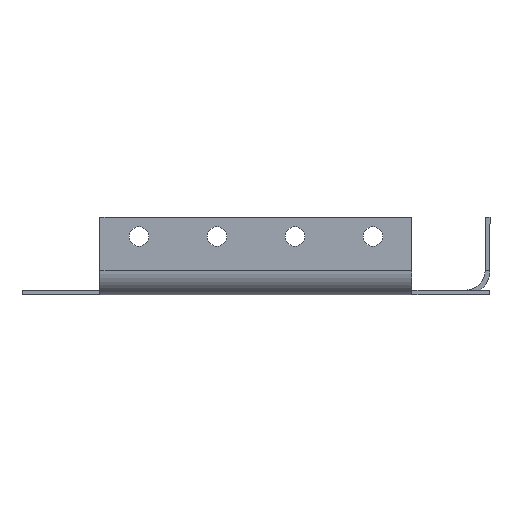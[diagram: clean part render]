
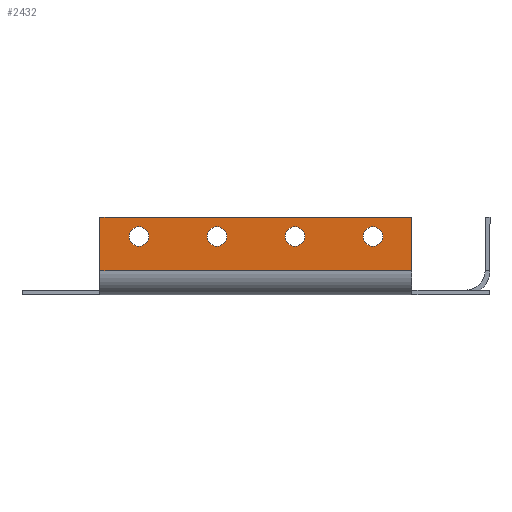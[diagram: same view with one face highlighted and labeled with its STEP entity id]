
A CAD part, left-side view. The second image highlights one B-rep face of the part: STEP entity #2432.
In plain terms, the highlighted planar face has unit normal (-1, 0, 0).
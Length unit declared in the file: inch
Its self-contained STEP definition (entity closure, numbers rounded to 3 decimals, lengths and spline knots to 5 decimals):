
#13 = CARTESIAN_POINT ( 'NONE',  ( -0.001, 3.20401, 0.75 ) ) ;
#14 = DIRECTION ( 'NONE',  ( -1., 0., 0. ) ) ;
#39 = AXIS2_PLACEMENT_3D ( 'NONE', #134, #1254, #1642 ) ;
#134 = CARTESIAN_POINT ( 'NONE',  ( -0.001, 1.20401, 0.75 ) ) ;
#156 = CARTESIAN_POINT ( 'NONE',  ( -0.001, -0.29599, 0.3125 ) ) ;
#192 = EDGE_CURVE ( 'NONE', #365, #1466, #2568, .T. ) ;
#228 = DIRECTION ( 'NONE',  ( -1., 0., 0. ) ) ;
#235 = VERTEX_POINT ( 'NONE', #1400 ) ;
#245 = DIRECTION ( 'NONE',  ( 0., 0., 1. ) ) ;
#267 = CIRCLE ( 'NONE', #1991, 0.125 ) ;
#282 = CARTESIAN_POINT ( 'NONE',  ( -0.001, -0.29599, 1. ) ) ;
#298 = CIRCLE ( 'NONE', #1617, 0.125 ) ;
#302 = ORIENTED_EDGE ( 'NONE', *, *, #1307, .F. ) ;
#365 = VERTEX_POINT ( 'NONE', #2340 ) ;
#391 = DIRECTION ( 'NONE',  ( 0., 0., 1. ) ) ;
#420 = EDGE_CURVE ( 'NONE', #2604, #1216, #298, .T. ) ;
#453 = FACE_BOUND ( 'NONE', #2570, .T. ) ;
#518 = DIRECTION ( 'NONE',  ( -1., 0., 0. ) ) ;
#543 = CARTESIAN_POINT ( 'NONE',  ( -0.001, 3.70401, 1. ) ) ;
#544 = ORIENTED_EDGE ( 'NONE', *, *, #809, .T. ) ;
#549 = CARTESIAN_POINT ( 'NONE',  ( -0.001, 2.20401, 0.75 ) ) ;
#592 = VERTEX_POINT ( 'NONE', #2409 ) ;
#603 = ORIENTED_EDGE ( 'NONE', *, *, #2511, .F. ) ;
#611 = DIRECTION ( 'NONE',  ( 0., 0., -1. ) ) ;
#619 = DIRECTION ( 'NONE',  ( 0., -1., 0. ) ) ;
#642 = LINE ( 'NONE', #543, #1142 ) ;
#643 = AXIS2_PLACEMENT_3D ( 'NONE', #1244, #1442, #391 ) ;
#648 = CARTESIAN_POINT ( 'NONE',  ( -0.001, 3.20401, 0.75 ) ) ;
#722 = DIRECTION ( 'NONE',  ( 0., -1., 0. ) ) ;
#744 = EDGE_LOOP ( 'NONE', ( #2548, #544, #302, #2209 ) ) ;
#809 = EDGE_CURVE ( 'NONE', #1038, #1689, #1180, .T. ) ;
#821 = CARTESIAN_POINT ( 'NONE',  ( -0.001, -0.29599, 0.0625 ) ) ;
#897 = AXIS2_PLACEMENT_3D ( 'NONE', #988, #1420, #1840 ) ;
#927 = AXIS2_PLACEMENT_3D ( 'NONE', #1954, #228, #2596 ) ;
#932 = EDGE_CURVE ( 'NONE', #1466, #365, #1515, .T. ) ;
#946 = AXIS2_PLACEMENT_3D ( 'NONE', #2218, #518, #2245 ) ;
#974 = VECTOR ( 'NONE', #722, 39.37008 ) ;
#975 = CARTESIAN_POINT ( 'NONE',  ( -0.001, 3.70401, 1. ) ) ;
#988 = CARTESIAN_POINT ( 'NONE',  ( -0.001, 0.20401, 0.75 ) ) ;
#1038 = VERTEX_POINT ( 'NONE', #1867 ) ;
#1041 = ORIENTED_EDGE ( 'NONE', *, *, #1046, .F. ) ;
#1046 = EDGE_CURVE ( 'NONE', #1521, #235, #1821, .T. ) ;
#1055 = CARTESIAN_POINT ( 'NONE',  ( -0.001, -0.29599, 1. ) ) ;
#1073 = ORIENTED_EDGE ( 'NONE', *, *, #420, .F. ) ;
#1110 = CIRCLE ( 'NONE', #1975, 0.125 ) ;
#1113 = VECTOR ( 'NONE', #619, 39.37008 ) ;
#1130 = CARTESIAN_POINT ( 'NONE',  ( -0.001, 3.20401, 0.875 ) ) ;
#1131 = VERTEX_POINT ( 'NONE', #975 ) ;
#1142 = VECTOR ( 'NONE', #2054, 39.37008 ) ;
#1146 = LINE ( 'NONE', #821, #1215 ) ;
#1148 = ORIENTED_EDGE ( 'NONE', *, *, #1729, .F. ) ;
#1180 = LINE ( 'NONE', #1904, #1113 ) ;
#1204 = CARTESIAN_POINT ( 'NONE',  ( -0.001, 2.20401, 0.75 ) ) ;
#1215 = VECTOR ( 'NONE', #611, 39.37008 ) ;
#1216 = VERTEX_POINT ( 'NONE', #1468 ) ;
#1243 = FACE_BOUND ( 'NONE', #1483, .T. ) ;
#1244 = CARTESIAN_POINT ( 'NONE',  ( -0.001, 0., 0. ) ) ;
#1247 = DIRECTION ( 'NONE',  ( -1., 0., 0. ) ) ;
#1254 = DIRECTION ( 'NONE',  ( -1., 0., 0. ) ) ;
#1307 = EDGE_CURVE ( 'NONE', #1799, #1689, #1146, .T. ) ;
#1318 = ORIENTED_EDGE ( 'NONE', *, *, #932, .F. ) ;
#1334 = EDGE_CURVE ( 'NONE', #1216, #2604, #267, .T. ) ;
#1400 = CARTESIAN_POINT ( 'NONE',  ( -0.001, 2.20401, 0.875 ) ) ;
#1419 = EDGE_LOOP ( 'NONE', ( #2106, #1073 ) ) ;
#1420 = DIRECTION ( 'NONE',  ( -1., 0., 0. ) ) ;
#1442 = DIRECTION ( 'NONE',  ( -1., 0., 0. ) ) ;
#1466 = VERTEX_POINT ( 'NONE', #1551 ) ;
#1468 = CARTESIAN_POINT ( 'NONE',  ( -0.001, 3.20401, 0.625 ) ) ;
#1471 = FACE_BOUND ( 'NONE', #1419, .T. ) ;
#1483 = EDGE_LOOP ( 'NONE', ( #1318, #1489 ) ) ;
#1489 = ORIENTED_EDGE ( 'NONE', *, *, #192, .F. ) ;
#1515 = CIRCLE ( 'NONE', #946, 0.125 ) ;
#1521 = VERTEX_POINT ( 'NONE', #2700 ) ;
#1551 = CARTESIAN_POINT ( 'NONE',  ( -0.001, 0.20401, 0.625 ) ) ;
#1612 = EDGE_CURVE ( 'NONE', #1038, #1131, #642, .T. ) ;
#1617 = AXIS2_PLACEMENT_3D ( 'NONE', #13, #1714, #2144 ) ;
#1642 = DIRECTION ( 'NONE',  ( 0., 0., 1. ) ) ;
#1656 = CARTESIAN_POINT ( 'NONE',  ( -0.001, 1.20401, 0.875 ) ) ;
#1659 = ORIENTED_EDGE ( 'NONE', *, *, #2342, .F. ) ;
#1663 = AXIS2_PLACEMENT_3D ( 'NONE', #549, #2517, #2724 ) ;
#1689 = VERTEX_POINT ( 'NONE', #156 ) ;
#1714 = DIRECTION ( 'NONE',  ( -1., 0., 0. ) ) ;
#1729 = EDGE_CURVE ( 'NONE', #235, #1521, #1110, .T. ) ;
#1730 = VERTEX_POINT ( 'NONE', #1656 ) ;
#1799 = VERTEX_POINT ( 'NONE', #1055 ) ;
#1821 = CIRCLE ( 'NONE', #1663, 0.125 ) ;
#1840 = DIRECTION ( 'NONE',  ( 0., 0., 1. ) ) ;
#1867 = CARTESIAN_POINT ( 'NONE',  ( -0.001, 3.70401, 0.3125 ) ) ;
#1904 = CARTESIAN_POINT ( 'NONE',  ( -0.001, 0., 0.3125 ) ) ;
#1914 = FACE_OUTER_BOUND ( 'NONE', #744, .T. ) ;
#1954 = CARTESIAN_POINT ( 'NONE',  ( -0.001, 1.20401, 0.75 ) ) ;
#1975 = AXIS2_PLACEMENT_3D ( 'NONE', #1204, #1247, #2103 ) ;
#1981 = FACE_BOUND ( 'NONE', #2576, .T. ) ;
#1991 = AXIS2_PLACEMENT_3D ( 'NONE', #648, #14, #245 ) ;
#2054 = DIRECTION ( 'NONE',  ( 0., 0., 1. ) ) ;
#2103 = DIRECTION ( 'NONE',  ( 0., 0., 1. ) ) ;
#2106 = ORIENTED_EDGE ( 'NONE', *, *, #1334, .F. ) ;
#2126 = EDGE_CURVE ( 'NONE', #1131, #1799, #2393, .T. ) ;
#2144 = DIRECTION ( 'NONE',  ( 0., 0., 1. ) ) ;
#2209 = ORIENTED_EDGE ( 'NONE', *, *, #2126, .F. ) ;
#2218 = CARTESIAN_POINT ( 'NONE',  ( -0.001, 0.20401, 0.75 ) ) ;
#2245 = DIRECTION ( 'NONE',  ( 0., 0., 1. ) ) ;
#2251 = CIRCLE ( 'NONE', #927, 0.125 ) ;
#2311 = PLANE ( 'NONE',  #643 ) ;
#2340 = CARTESIAN_POINT ( 'NONE',  ( -0.001, 0.20401, 0.875 ) ) ;
#2342 = EDGE_CURVE ( 'NONE', #592, #1730, #2621, .T. ) ;
#2393 = LINE ( 'NONE', #282, #974 ) ;
#2409 = CARTESIAN_POINT ( 'NONE',  ( -0.001, 1.20401, 0.625 ) ) ;
#2432 = ADVANCED_FACE ( 'NONE', ( #1243, #453, #1981, #1471, #1914 ), #2311, .T. ) ;
#2511 = EDGE_CURVE ( 'NONE', #1730, #592, #2251, .T. ) ;
#2517 = DIRECTION ( 'NONE',  ( -1., 0., 0. ) ) ;
#2548 = ORIENTED_EDGE ( 'NONE', *, *, #1612, .F. ) ;
#2568 = CIRCLE ( 'NONE', #897, 0.125 ) ;
#2570 = EDGE_LOOP ( 'NONE', ( #1659, #603 ) ) ;
#2576 = EDGE_LOOP ( 'NONE', ( #1041, #1148 ) ) ;
#2596 = DIRECTION ( 'NONE',  ( 0., 0., 1. ) ) ;
#2604 = VERTEX_POINT ( 'NONE', #1130 ) ;
#2621 = CIRCLE ( 'NONE', #39, 0.125 ) ;
#2700 = CARTESIAN_POINT ( 'NONE',  ( -0.001, 2.20401, 0.625 ) ) ;
#2724 = DIRECTION ( 'NONE',  ( 0., 0., 1. ) ) ;
